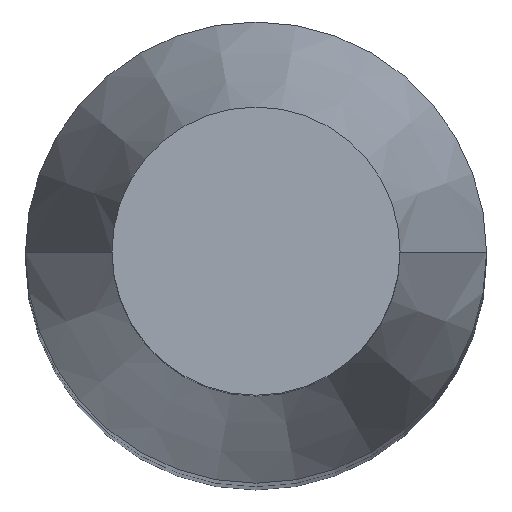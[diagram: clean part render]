
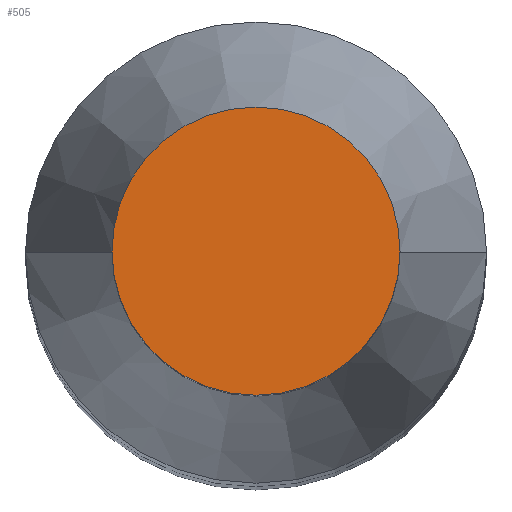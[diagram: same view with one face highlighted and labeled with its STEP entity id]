
A CAD part, top view. The second image highlights one B-rep face of the part: STEP entity #505.
In plain terms, the highlighted planar face has unit normal (0, 0, 1).
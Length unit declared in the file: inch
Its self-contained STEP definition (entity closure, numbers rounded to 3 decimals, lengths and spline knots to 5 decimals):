
#37 = CIRCLE ( 'NONE', #368, 0.03905 ) ;
#130 = VERTEX_POINT ( 'NONE', #490 ) ;
#155 = EDGE_CURVE ( 'NONE', #372, #130, #37, .T. ) ;
#214 = EDGE_LOOP ( 'NONE', ( #606, #597 ) ) ;
#244 = CARTESIAN_POINT ( 'NONE',  ( 0., 0., 0. ) ) ;
#285 = PLANE ( 'NONE',  #354 ) ;
#305 = DIRECTION ( 'NONE',  ( 0., 0., 1. ) ) ;
#331 = DIRECTION ( 'NONE',  ( 0., 0., 1. ) ) ;
#351 = DIRECTION ( 'NONE',  ( 1., 0., 0. ) ) ;
#354 = AXIS2_PLACEMENT_3D ( 'NONE', #810, #665, #351 ) ;
#357 = FACE_OUTER_BOUND ( 'NONE', #214, .T. ) ;
#368 = AXIS2_PLACEMENT_3D ( 'NONE', #244, #331, #871 ) ;
#372 = VERTEX_POINT ( 'NONE', #566 ) ;
#394 = CARTESIAN_POINT ( 'NONE',  ( 0., 0., 0. ) ) ;
#490 = CARTESIAN_POINT ( 'NONE',  ( 0.03905, 0., 0. ) ) ;
#505 = ADVANCED_FACE ( 'NONE', ( #357 ), #285, .F. ) ;
#566 = CARTESIAN_POINT ( 'NONE',  ( -0.03905, 0., 0. ) ) ;
#597 = ORIENTED_EDGE ( 'NONE', *, *, #155, .T. ) ;
#606 = ORIENTED_EDGE ( 'NONE', *, *, #631, .T. ) ;
#631 = EDGE_CURVE ( 'NONE', #130, #372, #778, .T. ) ;
#665 = DIRECTION ( 'NONE',  ( 0., 0., -1. ) ) ;
#778 = CIRCLE ( 'NONE', #817, 0.03905 ) ;
#810 = CARTESIAN_POINT ( 'NONE',  ( 0., 0., 0. ) ) ;
#817 = AXIS2_PLACEMENT_3D ( 'NONE', #394, #305, #829 ) ;
#829 = DIRECTION ( 'NONE',  ( 1., 0., 0. ) ) ;
#871 = DIRECTION ( 'NONE',  ( 1., 0., 0. ) ) ;
